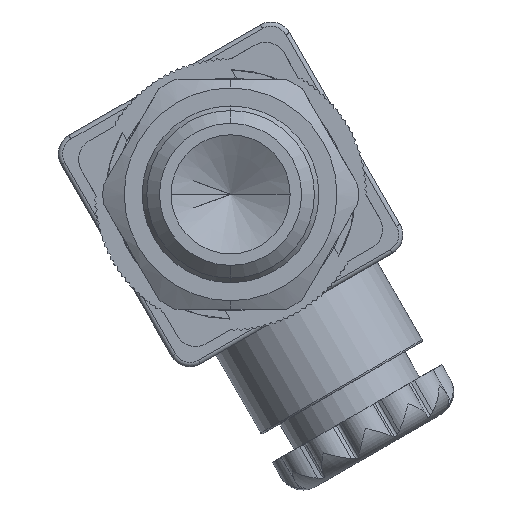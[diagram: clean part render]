
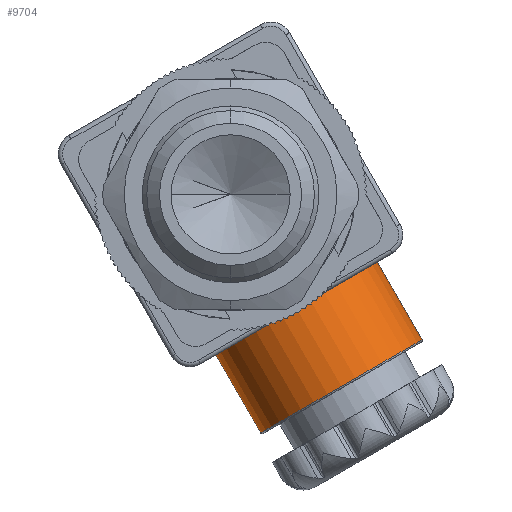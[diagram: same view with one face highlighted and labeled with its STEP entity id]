
A CAD part, front view. The second image highlights one B-rep face of the part: STEP entity #9704.
In plain terms, the highlighted cylindrical face has radius 10.95 mm (diameter 21.9 mm), a partial arc.
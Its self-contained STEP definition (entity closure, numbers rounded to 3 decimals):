
#454 = VERTEX_POINT ( 'NONE', #17672 ) ;
#1236 = VERTEX_POINT ( 'NONE', #12858 ) ;
#1888 = CARTESIAN_POINT ( 'NONE',  ( 13.125, 50.05, -22.733 ) ) ;
#4820 = EDGE_LOOP ( 'NONE', ( #29422, #15404, #12357, #9840 ) ) ;
#5986 = CARTESIAN_POINT ( 'NONE',  ( 13.025, 50.05, -22.56 ) ) ;
#7685 = LINE ( 'NONE', #18795, #21177 ) ;
#7985 = CARTESIAN_POINT ( 'NONE',  ( 3.542, 50.05, -28.035 ) ) ;
#8578 = DIRECTION ( 'NONE',  ( 0.5, 0., -0.866 ) ) ;
#9704 = ADVANCED_FACE ( 'NONE', ( #12470 ), #17701, .T. ) ;
#9840 = ORIENTED_EDGE ( 'NONE', *, *, #10517, .T. ) ;
#10517 = EDGE_CURVE ( 'NONE', #454, #27242, #23810, .T. ) ;
#10974 = AXIS2_PLACEMENT_3D ( 'NONE', #18504, #8578, #15892 ) ;
#11597 = CARTESIAN_POINT ( 'NONE',  ( 3.642, 50.05, -28.208 ) ) ;
#12357 = ORIENTED_EDGE ( 'NONE', *, *, #14745, .T. ) ;
#12470 = FACE_OUTER_BOUND ( 'NONE', #4820, .T. ) ;
#12858 = CARTESIAN_POINT ( 'NONE',  ( 22.508, 50.05, -17.085 ) ) ;
#13853 = LINE ( 'NONE', #11597, #25059 ) ;
#14745 = EDGE_CURVE ( 'NONE', #1236, #454, #7685, .T. ) ;
#15309 = AXIS2_PLACEMENT_3D ( 'NONE', #1888, #31401, #17878 ) ;
#15404 = ORIENTED_EDGE ( 'NONE', *, *, #33199, .T. ) ;
#15892 = DIRECTION ( 'NONE',  ( 0.866, 0., 0.5 ) ) ;
#17672 = CARTESIAN_POINT ( 'NONE',  ( 16.458, 50.05, -6.606 ) ) ;
#17701 = CYLINDRICAL_SURFACE ( 'NONE', #15309, 10.95 ) ;
#17878 = DIRECTION ( 'NONE',  ( 0.866, 0., 0.5 ) ) ;
#18504 = CARTESIAN_POINT ( 'NONE',  ( 6.975, 50.05, -12.081 ) ) ;
#18795 = CARTESIAN_POINT ( 'NONE',  ( 22.608, 50.05, -17.258 ) ) ;
#18976 = DIRECTION ( 'NONE',  ( -0.5, 0., 0.866 ) ) ;
#19430 = DIRECTION ( 'NONE',  ( -0.5, 0., 0.866 ) ) ;
#20620 = CIRCLE ( 'NONE', #21737, 10.95 ) ;
#21177 = VECTOR ( 'NONE', #18976, 1000. ) ;
#21737 = AXIS2_PLACEMENT_3D ( 'NONE', #5986, #27426, #27587 ) ;
#21861 = CARTESIAN_POINT ( 'NONE',  ( -2.508, 50.05, -17.556 ) ) ;
#23810 = CIRCLE ( 'NONE', #10974, 10.95 ) ;
#25059 = VECTOR ( 'NONE', #19430, 1000. ) ;
#27242 = VERTEX_POINT ( 'NONE', #21861 ) ;
#27426 = DIRECTION ( 'NONE',  ( -0.5, 0., 0.866 ) ) ;
#27587 = DIRECTION ( 'NONE',  ( -0.866, 0., -0.5 ) ) ;
#29278 = VERTEX_POINT ( 'NONE', #7985 ) ;
#29422 = ORIENTED_EDGE ( 'NONE', *, *, #32535, .F. ) ;
#31401 = DIRECTION ( 'NONE',  ( -0.5, 0., 0.866 ) ) ;
#32535 = EDGE_CURVE ( 'NONE', #29278, #27242, #13853, .T. ) ;
#33199 = EDGE_CURVE ( 'NONE', #29278, #1236, #20620, .T. ) ;
